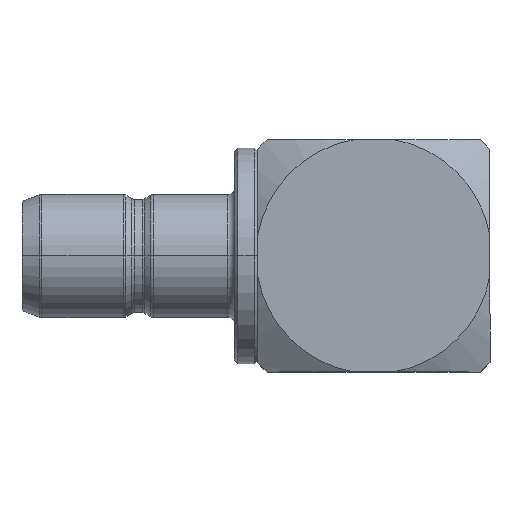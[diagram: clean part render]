
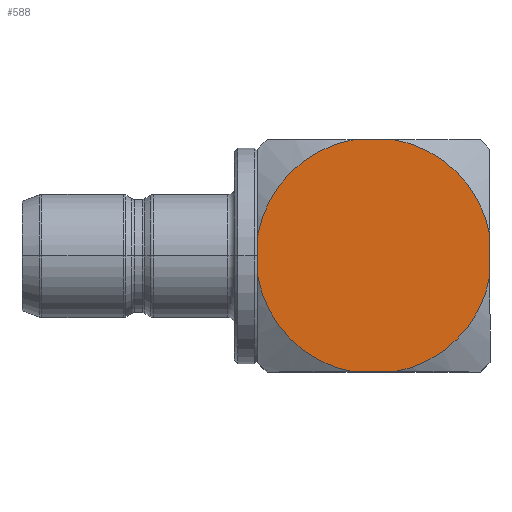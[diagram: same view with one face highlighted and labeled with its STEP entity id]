
A CAD part, top view. The second image highlights one B-rep face of the part: STEP entity #588.
In plain terms, the highlighted planar face has unit normal (0, 0, 1).
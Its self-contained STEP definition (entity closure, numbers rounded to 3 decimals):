
#5 = ORIENTED_EDGE ( 'NONE', *, *, #3422, .T. ) ;
#119 = DIRECTION ( 'NONE',  ( -1., 0., 0. ) ) ;
#137 = VERTEX_POINT ( 'NONE', #1185 ) ;
#144 = CARTESIAN_POINT ( 'NONE',  ( 10.6, 0., 3.5 ) ) ;
#163 = LINE ( 'NONE', #3799, #3184 ) ;
#169 = EDGE_CURVE ( 'NONE', #811, #2207, #410, .T. ) ;
#225 = AXIS2_PLACEMENT_3D ( 'NONE', #144, #2240, #445 ) ;
#263 = AXIS2_PLACEMENT_3D ( 'NONE', #3318, #2850, #3183 ) ;
#270 = EDGE_CURVE ( 'NONE', #323, #2563, #1905, .T. ) ;
#322 = EDGE_CURVE ( 'NONE', #975, #811, #163, .T. ) ;
#323 = VERTEX_POINT ( 'NONE', #3629 ) ;
#330 = ORIENTED_EDGE ( 'NONE', *, *, #3219, .T. ) ;
#410 = CIRCLE ( 'NONE', #263, 3.55 ) ;
#445 = DIRECTION ( 'NONE',  ( 0., 1., 0. ) ) ;
#588 = ADVANCED_FACE ( 'NONE', ( #2056 ), #1990, .F. ) ;
#609 = ORIENTED_EDGE ( 'NONE', *, *, #322, .T. ) ;
#615 = CARTESIAN_POINT ( 'NONE',  ( 10.6, 0., 3.5 ) ) ;
#643 = ORIENTED_EDGE ( 'NONE', *, *, #270, .T. ) ;
#680 = CARTESIAN_POINT ( 'NONE',  ( 10.6, 0., 3.5 ) ) ;
#694 = CARTESIAN_POINT ( 'NONE',  ( 14.1, -3.5, 3.5 ) ) ;
#753 = DIRECTION ( 'NONE',  ( 0., 0., 1. ) ) ;
#766 = DIRECTION ( 'NONE',  ( 0., 1., 0. ) ) ;
#811 = VERTEX_POINT ( 'NONE', #3129 ) ;
#933 = EDGE_CURVE ( 'NONE', #2563, #2926, #3207, .T. ) ;
#975 = VERTEX_POINT ( 'NONE', #1819 ) ;
#1027 = CARTESIAN_POINT ( 'NONE',  ( 14.1, 3.5, 3.5 ) ) ;
#1185 = CARTESIAN_POINT ( 'NONE',  ( 7.1, 0.594, 3.5 ) ) ;
#1269 = CIRCLE ( 'NONE', #225, 3.55 ) ;
#1295 = CARTESIAN_POINT ( 'NONE',  ( 10.006, 3.5, 3.5 ) ) ;
#1415 = DIRECTION ( 'NONE',  ( 1., 0., 0. ) ) ;
#1510 = DIRECTION ( 'NONE',  ( 0., 1., 0. ) ) ;
#1819 = CARTESIAN_POINT ( 'NONE',  ( 10.006, -3.5, 3.5 ) ) ;
#1905 = CIRCLE ( 'NONE', #2878, 3.55 ) ;
#1966 = EDGE_CURVE ( 'NONE', #2926, #137, #2561, .T. ) ;
#1990 = PLANE ( 'NONE',  #3495 ) ;
#2056 = FACE_OUTER_BOUND ( 'NONE', #2738, .T. ) ;
#2113 = CARTESIAN_POINT ( 'NONE',  ( 10.6, 0., 3.5 ) ) ;
#2130 = EDGE_CURVE ( 'NONE', #137, #2142, #3113, .T. ) ;
#2142 = VERTEX_POINT ( 'NONE', #2208 ) ;
#2207 = VERTEX_POINT ( 'NONE', #3389 ) ;
#2208 = CARTESIAN_POINT ( 'NONE',  ( 7.1, -0.594, 3.5 ) ) ;
#2240 = DIRECTION ( 'NONE',  ( 0., 0., 1. ) ) ;
#2290 = DIRECTION ( 'NONE',  ( 0., 1., 0. ) ) ;
#2305 = DIRECTION ( 'NONE',  ( 0., 0., -1. ) ) ;
#2393 = VECTOR ( 'NONE', #119, 1000. ) ;
#2456 = AXIS2_PLACEMENT_3D ( 'NONE', #680, #753, #766 ) ;
#2484 = ORIENTED_EDGE ( 'NONE', *, *, #1966, .T. ) ;
#2504 = DIRECTION ( 'NONE',  ( 0., 1., 0. ) ) ;
#2561 = CIRCLE ( 'NONE', #2456, 3.55 ) ;
#2563 = VERTEX_POINT ( 'NONE', #2695 ) ;
#2628 = CARTESIAN_POINT ( 'NONE',  ( 7.1, 3.5, 3.5 ) ) ;
#2695 = CARTESIAN_POINT ( 'NONE',  ( 11.194, 3.5, 3.5 ) ) ;
#2738 = EDGE_LOOP ( 'NONE', ( #330, #643, #3475, #2484, #2826, #5, #609, #3788 ) ) ;
#2801 = DIRECTION ( 'NONE',  ( 0., -1., 0. ) ) ;
#2826 = ORIENTED_EDGE ( 'NONE', *, *, #2130, .T. ) ;
#2850 = DIRECTION ( 'NONE',  ( 0., 0., 1. ) ) ;
#2878 = AXIS2_PLACEMENT_3D ( 'NONE', #2113, #3527, #1510 ) ;
#2926 = VERTEX_POINT ( 'NONE', #1295 ) ;
#3068 = LINE ( 'NONE', #694, #3820 ) ;
#3113 = LINE ( 'NONE', #2628, #3772 ) ;
#3129 = CARTESIAN_POINT ( 'NONE',  ( 11.194, -3.5, 3.5 ) ) ;
#3183 = DIRECTION ( 'NONE',  ( 0., 1., 0. ) ) ;
#3184 = VECTOR ( 'NONE', #1415, 1000. ) ;
#3207 = LINE ( 'NONE', #1027, #2393 ) ;
#3219 = EDGE_CURVE ( 'NONE', #2207, #323, #3068, .T. ) ;
#3318 = CARTESIAN_POINT ( 'NONE',  ( 10.6, 0., 3.5 ) ) ;
#3389 = CARTESIAN_POINT ( 'NONE',  ( 14.1, -0.594, 3.5 ) ) ;
#3422 = EDGE_CURVE ( 'NONE', #2142, #975, #1269, .T. ) ;
#3475 = ORIENTED_EDGE ( 'NONE', *, *, #933, .T. ) ;
#3495 = AXIS2_PLACEMENT_3D ( 'NONE', #615, #2305, #2290 ) ;
#3527 = DIRECTION ( 'NONE',  ( 0., 0., 1. ) ) ;
#3629 = CARTESIAN_POINT ( 'NONE',  ( 14.1, 0.594, 3.5 ) ) ;
#3772 = VECTOR ( 'NONE', #2801, 1000. ) ;
#3788 = ORIENTED_EDGE ( 'NONE', *, *, #169, .T. ) ;
#3799 = CARTESIAN_POINT ( 'NONE',  ( 7.1, -3.5, 3.5 ) ) ;
#3820 = VECTOR ( 'NONE', #2504, 1000. ) ;
